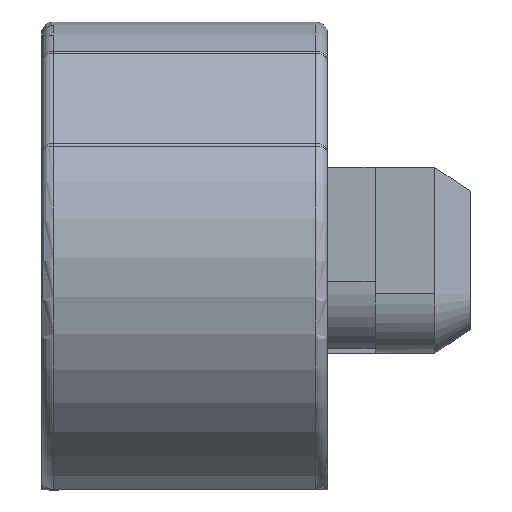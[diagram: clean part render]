
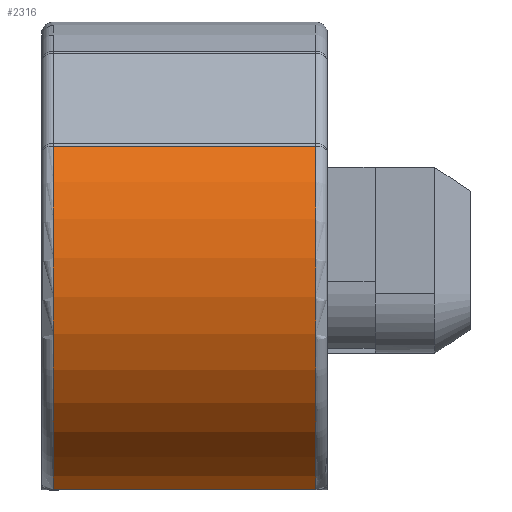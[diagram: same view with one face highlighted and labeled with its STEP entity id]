
A CAD part, left-side view. The second image highlights one B-rep face of the part: STEP entity #2316.
In plain terms, the highlighted cylindrical face has radius 10 mm (diameter 20 mm), a partial arc.
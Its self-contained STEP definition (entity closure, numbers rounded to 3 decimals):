
#137 = ORIENTED_EDGE ( 'NONE', *, *, #618, .T. ) ;
#183 = CARTESIAN_POINT ( 'NONE',  ( 0., 16.5, 0. ) ) ;
#189 = DIRECTION ( 'NONE',  ( 0., 0., -1. ) ) ;
#221 = EDGE_CURVE ( 'NONE', #2160, #1800, #1030, .T. ) ;
#249 = CIRCLE ( 'NONE', #1736, 10. ) ;
#269 = VERTEX_POINT ( 'NONE', #2022 ) ;
#301 = CIRCLE ( 'NONE', #1230, 10. ) ;
#319 = DIRECTION ( 'NONE',  ( 0., 0., 1. ) ) ;
#618 = EDGE_CURVE ( 'NONE', #1800, #269, #301, .T. ) ;
#632 = EDGE_CURVE ( 'NONE', #1082, #2160, #249, .T. ) ;
#807 = VECTOR ( 'NONE', #1982, 1000. ) ;
#815 = CARTESIAN_POINT ( 'NONE',  ( 0., 5., 0. ) ) ;
#819 = CARTESIAN_POINT ( 'NONE',  ( 8.778, 16., -4.79 ) ) ;
#965 = VECTOR ( 'NONE', #1431, 1000. ) ;
#1030 = LINE ( 'NONE', #1641, #965 ) ;
#1082 = VERTEX_POINT ( 'NONE', #819 ) ;
#1230 = AXIS2_PLACEMENT_3D ( 'NONE', #815, #2132, #2683 ) ;
#1317 = EDGE_CURVE ( 'NONE', #269, #1082, #1699, .T. ) ;
#1431 = DIRECTION ( 'NONE',  ( 0., -1., 0. ) ) ;
#1641 = CARTESIAN_POINT ( 'NONE',  ( 2.737, 16.5, 9.618 ) ) ;
#1699 = LINE ( 'NONE', #2358, #807 ) ;
#1736 = AXIS2_PLACEMENT_3D ( 'NONE', #2571, #2219, #319 ) ;
#1800 = VERTEX_POINT ( 'NONE', #2042 ) ;
#1815 = EDGE_LOOP ( 'NONE', ( #2673, #2585, #137, #2191 ) ) ;
#1831 = CYLINDRICAL_SURFACE ( 'NONE', #2193, 10. ) ;
#1863 = FACE_OUTER_BOUND ( 'NONE', #1815, .T. ) ;
#1982 = DIRECTION ( 'NONE',  ( 0., 1., 0. ) ) ;
#2022 = CARTESIAN_POINT ( 'NONE',  ( 8.778, 5., -4.79 ) ) ;
#2042 = CARTESIAN_POINT ( 'NONE',  ( 2.737, 5., 9.618 ) ) ;
#2132 = DIRECTION ( 'NONE',  ( 0., 1., 0. ) ) ;
#2160 = VERTEX_POINT ( 'NONE', #2704 ) ;
#2178 = DIRECTION ( 'NONE',  ( 0., -1., 0. ) ) ;
#2191 = ORIENTED_EDGE ( 'NONE', *, *, #1317, .T. ) ;
#2193 = AXIS2_PLACEMENT_3D ( 'NONE', #183, #2178, #189 ) ;
#2219 = DIRECTION ( 'NONE',  ( 0., -1., 0. ) ) ;
#2316 = ADVANCED_FACE ( 'NONE', ( #1863 ), #1831, .T. ) ;
#2358 = CARTESIAN_POINT ( 'NONE',  ( 8.778, 16.5, -4.79 ) ) ;
#2571 = CARTESIAN_POINT ( 'NONE',  ( 0., 16., 0. ) ) ;
#2585 = ORIENTED_EDGE ( 'NONE', *, *, #221, .T. ) ;
#2673 = ORIENTED_EDGE ( 'NONE', *, *, #632, .T. ) ;
#2683 = DIRECTION ( 'NONE',  ( 0., 0., 1. ) ) ;
#2704 = CARTESIAN_POINT ( 'NONE',  ( 2.737, 16., 9.618 ) ) ;
